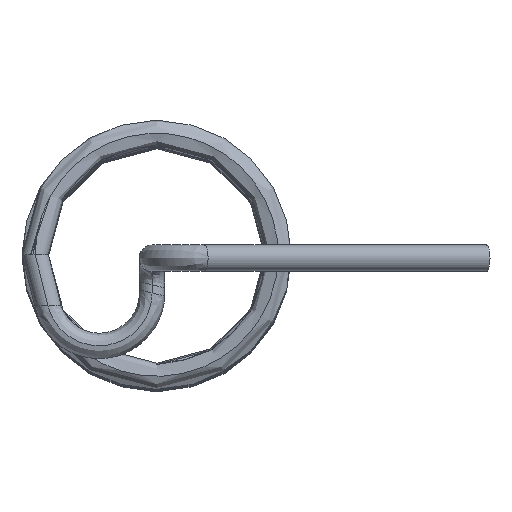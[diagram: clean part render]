
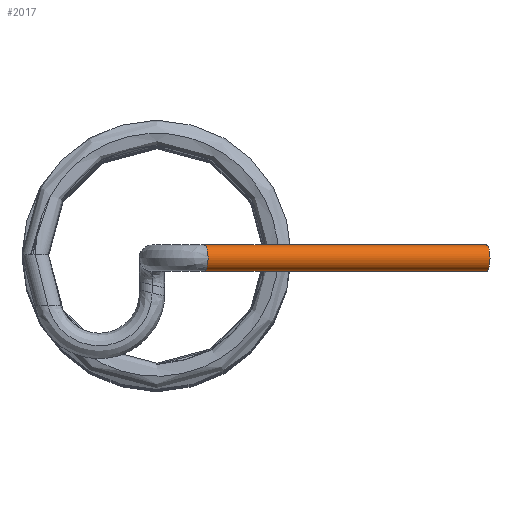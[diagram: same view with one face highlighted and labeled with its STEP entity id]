
A CAD part, top view. The second image highlights one B-rep face of the part: STEP entity #2017.
In plain terms, the highlighted free-form (B-spline) face has degree [3, 1] with [7, 2] control points.
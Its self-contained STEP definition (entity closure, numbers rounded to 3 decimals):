
#11 = CARTESIAN_POINT ( 'NONE',  ( 3.09, 0.18, 3.462 ) ) ;
#61 = DIRECTION ( 'NONE',  ( -0.97, 0., 0.242 ) ) ;
#259 = EDGE_CURVE ( 'NONE', #1560, #4070, #1589, .T. ) ;
#334 = CARTESIAN_POINT ( 'NONE',  ( 8.429, 0.18, 3.462 ) ) ;
#410 = CARTESIAN_POINT ( 'NONE',  ( 8.55, 0.18, 3.947 ) ) ;
#538 = CIRCLE ( 'NONE', #2609, 0.25 ) ;
#582 = CARTESIAN_POINT ( 'NONE',  ( 8.55, 0.18, 3.947 ) ) ;
#713 = CARTESIAN_POINT ( 'NONE',  ( 3.09, -0.32, 3.462 ) ) ;
#788 = CARTESIAN_POINT ( 'NONE',  ( 3.333, -0.32, 4.432 ) ) ;
#886 = VERTEX_POINT ( 'NONE', #946 ) ;
#946 = CARTESIAN_POINT ( 'NONE',  ( 3.211, 0.18, 3.947 ) ) ;
#1068 = CARTESIAN_POINT ( 'NONE',  ( 3.333, 0.18, 4.432 ) ) ;
#1119 = DIRECTION ( 'NONE',  ( 0., -1., 0. ) ) ;
#1151 = B_SPLINE_CURVE_WITH_KNOTS ( 'NONE', 1,
 ( #2804, #582 ),
 .UNSPECIFIED., .F., .F.,
 ( 2, 2 ),
 ( 0., 1. ),
 .UNSPECIFIED. ) ;
#1239 = ORIENTED_EDGE ( 'NONE', *, *, #259, .T. ) ;
#1455 = CARTESIAN_POINT ( 'NONE',  ( 8.55, -0.32, 3.947 ) ) ;
#1560 = VERTEX_POINT ( 'NONE', #2448 ) ;
#1589 = CIRCLE ( 'NONE', #1813, 0.25 ) ;
#1813 = AXIS2_PLACEMENT_3D ( 'NONE', #3390, #3004, #4462 ) ;
#1893 = CARTESIAN_POINT ( 'NONE',  ( 3.211, -0.32, 3.947 ) ) ;
#2017 = ADVANCED_FACE ( 'NONE', ( #2195 ), #4458, .F. ) ;
#2069 = EDGE_CURVE ( 'NONE', #4373, #886, #538, .T. ) ;
#2093 = ORIENTED_EDGE ( 'NONE', *, *, #2720, .T. ) ;
#2195 = FACE_OUTER_BOUND ( 'NONE', #3910, .T. ) ;
#2297 = CARTESIAN_POINT ( 'NONE',  ( 3.211, -0.32, 3.947 ) ) ;
#2448 = CARTESIAN_POINT ( 'NONE',  ( 8.55, -0.32, 3.947 ) ) ;
#2454 = ORIENTED_EDGE ( 'NONE', *, *, #3016, .F. ) ;
#2609 = AXIS2_PLACEMENT_3D ( 'NONE', #3678, #61, #1119 ) ;
#2614 = CARTESIAN_POINT ( 'NONE',  ( 8.671, -0.32, 4.432 ) ) ;
#2720 = EDGE_CURVE ( 'NONE', #4373, #1560, #3089, .T. ) ;
#2804 = CARTESIAN_POINT ( 'NONE',  ( 3.211, 0.18, 3.947 ) ) ;
#2946 = CARTESIAN_POINT ( 'NONE',  ( 8.55, 0.18, 3.947 ) ) ;
#2963 = CARTESIAN_POINT ( 'NONE',  ( 8.55, -0.32, 3.947 ) ) ;
#3004 = DIRECTION ( 'NONE',  ( -0.97, 0., 0.242 ) ) ;
#3016 = EDGE_CURVE ( 'NONE', #886, #4070, #1151, .T. ) ;
#3079 = CARTESIAN_POINT ( 'NONE',  ( 8.55, -0.32, 3.947 ) ) ;
#3089 = B_SPLINE_CURVE_WITH_KNOTS ( 'NONE', 1,
 ( #2297, #3079 ),
 .UNSPECIFIED., .F., .F.,
 ( 2, 2 ),
 ( 0., 1. ),
 .UNSPECIFIED. ) ;
#3274 = CARTESIAN_POINT ( 'NONE',  ( 8.671, 0.18, 4.432 ) ) ;
#3390 = CARTESIAN_POINT ( 'NONE',  ( 8.55, -0.07, 3.947 ) ) ;
#3600 = CARTESIAN_POINT ( 'NONE',  ( 3.211, 0.18, 3.947 ) ) ;
#3626 = CARTESIAN_POINT ( 'NONE',  ( 3.211, -0.32, 3.947 ) ) ;
#3678 = CARTESIAN_POINT ( 'NONE',  ( 3.211, -0.07, 3.947 ) ) ;
#3910 = EDGE_LOOP ( 'NONE', ( #2454, #4562, #2093, #1239 ) ) ;
#4070 = VERTEX_POINT ( 'NONE', #2946 ) ;
#4373 = VERTEX_POINT ( 'NONE', #4499 ) ;
#4395 = CARTESIAN_POINT ( 'NONE',  ( 8.429, -0.32, 3.462 ) ) ;
#4458 =( BOUNDED_SURFACE ( )  B_SPLINE_SURFACE ( 3, 1, ( 
 ( #3626, #2963 ),
 ( #788, #2614 ),
 ( #1068, #3274 ),
 ( #3600, #410 ),
 ( #11, #334 ),
 ( #713, #4395 ),
 ( #1893, #1455 ) ),
 .UNSPECIFIED., .T., .F., .F. ) 
 B_SPLINE_SURFACE_WITH_KNOTS ( ( 4, 3, 4 ),
 ( 2, 2 ),
 ( 0., 0.5, 1. ),
 ( 0., 1. ),
 .UNSPECIFIED. ) 
 GEOMETRIC_REPRESENTATION_ITEM ( )  RATIONAL_B_SPLINE_SURFACE ( (
 ( 1., 1.),
 ( 0.333, 0.333),
 ( 0.333, 0.333),
 ( 1., 1.),
 ( 0.333, 0.333),
 ( 0.333, 0.333),
 ( 1., 1.) ) ) 
 REPRESENTATION_ITEM ( '' )  SURFACE ( )  );
#4462 = DIRECTION ( 'NONE',  ( 0., -1., 0. ) ) ;
#4499 = CARTESIAN_POINT ( 'NONE',  ( 3.211, -0.32, 3.947 ) ) ;
#4562 = ORIENTED_EDGE ( 'NONE', *, *, #2069, .F. ) ;
